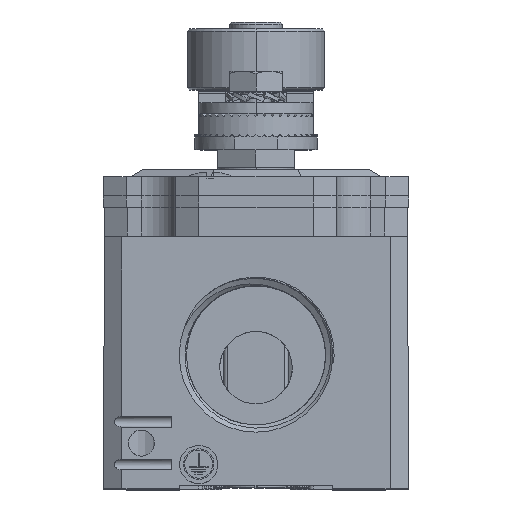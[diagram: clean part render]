
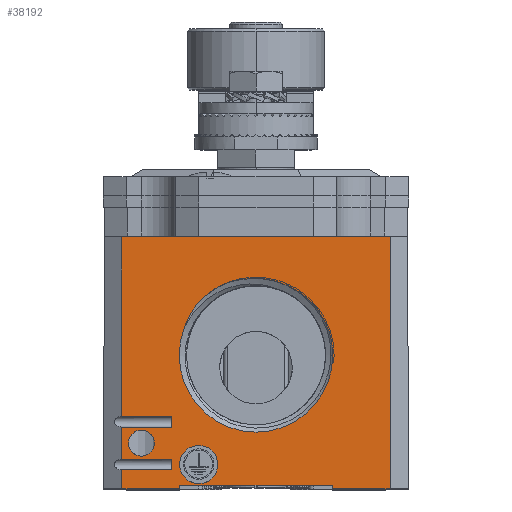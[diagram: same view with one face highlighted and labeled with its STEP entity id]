
A CAD part, top view. The second image highlights one B-rep face of the part: STEP entity #38192.
In plain terms, the highlighted planar face has unit normal (0, 0, 1).
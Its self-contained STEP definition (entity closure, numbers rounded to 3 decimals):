
#1003=DIRECTION('',(1.,0.,0.));
#1004=VECTOR('',#1003,20.);
#1005=CARTESIAN_POINT('',(-10.,0.5,77.5));
#1006=LINE('',#1005,#1004);
#2611=DIRECTION('',(0.,-1.,0.));
#2612=VECTOR('',#2611,2.5);
#2613=CARTESIAN_POINT('',(-17.551,2.5,77.5));
#2614=LINE('',#2613,#2612);
#2615=DIRECTION('',(0.,-1.,0.));
#2616=VECTOR('',#2615,23.5);
#2617=CARTESIAN_POINT('',(-17.551,33.,77.5));
#2618=LINE('',#2617,#2616);
#2619=DIRECTION('',(0.,-1.,0.));
#2620=VECTOR('',#2619,4.2);
#2621=CARTESIAN_POINT('',(-17.551,8.1,77.5));
#2622=LINE('',#2621,#2620);
#2623=DIRECTION('',(1.,0.,0.));
#2624=VECTOR('',#2623,35.101);
#2625=CARTESIAN_POINT('',(-17.551,33.,77.5));
#2626=LINE('',#2625,#2624);
#2627=DIRECTION('',(0.,-1.,0.));
#2628=VECTOR('',#2627,33.);
#2629=CARTESIAN_POINT('',(17.551,33.,77.5));
#2630=LINE('',#2629,#2628);
#2631=DIRECTION('',(-1.,0.,0.));
#2632=VECTOR('',#2631,7.551);
#2633=CARTESIAN_POINT('',(17.551,0.,77.5));
#2634=LINE('',#2633,#2632);
#2635=DIRECTION('',(0.,-1.,0.));
#2636=VECTOR('',#2635,0.5);
#2637=CARTESIAN_POINT('',(-10.,0.5,77.5));
#2638=LINE('',#2637,#2636);
#2639=DIRECTION('',(-1.,0.,0.));
#2640=VECTOR('',#2639,7.551);
#2641=CARTESIAN_POINT('',(-10.,0.,77.5));
#2642=LINE('',#2641,#2640);
#2643=CARTESIAN_POINT('',(-15.,6.,77.5));
#2644=DIRECTION('',(0.,0.,1.));
#2645=DIRECTION('',(1.,0.,0.));
#2646=AXIS2_PLACEMENT_3D('',#2643,#2644,#2645);
#2648=CARTESIAN_POINT('',(-15.,6.,77.5));
#2649=DIRECTION('',(0.,0.,1.));
#2650=DIRECTION('',(-1.,0.,0.));
#2651=AXIS2_PLACEMENT_3D('',#2648,#2649,#2650);
#2653=CARTESIAN_POINT('',(-7.5,3.2,77.5));
#2654=DIRECTION('',(0.,0.,1.));
#2655=DIRECTION('',(1.,0.,0.));
#2656=AXIS2_PLACEMENT_3D('',#2653,#2654,#2655);
#2658=CARTESIAN_POINT('',(-7.5,3.2,77.5));
#2659=DIRECTION('',(0.,0.,1.));
#2660=DIRECTION('',(-1.,0.,0.));
#2661=AXIS2_PLACEMENT_3D('',#2658,#2659,#2660);
#2663=CARTESIAN_POINT('',(0.,17.5,77.5));
#2664=DIRECTION('',(0.,0.,-1.));
#2665=DIRECTION('',(-0.055,0.998,0.));
#2666=AXIS2_PLACEMENT_3D('',#2663,#2664,#2665);
#2668=CARTESIAN_POINT('',(-4.376,26.742,77.5));
#2669=CARTESIAN_POINT('',(-3.964,26.916,77.5));
#2670=CARTESIAN_POINT('',(-3.132,27.204,77.5));
#2671=CARTESIAN_POINT('',(-1.855,27.469,77.5));
#2672=CARTESIAN_POINT('',(-0.991,27.535,77.5));
#2673=CARTESIAN_POINT('',(-0.556,27.54,77.5));
#2675=CARTESIAN_POINT('',(-7.58,24.364,77.5));
#2676=CARTESIAN_POINT('',(-7.129,24.862,77.5));
#2677=CARTESIAN_POINT('',(-6.143,25.755,77.5));
#2678=CARTESIAN_POINT('',(-4.994,26.45,77.5));
#2679=CARTESIAN_POINT('',(-4.376,26.742,77.5));
#2681=CARTESIAN_POINT('',(-9.449,20.939,77.5));
#2682=CARTESIAN_POINT('',(-9.318,21.354,77.5));
#2683=CARTESIAN_POINT('',(-9.005,22.161,77.5));
#2684=CARTESIAN_POINT('',(-8.382,23.307,77.5));
#2685=CARTESIAN_POINT('',(-7.865,24.021,77.5));
#2686=CARTESIAN_POINT('',(-7.58,24.364,77.5));
#2688=DIRECTION('',(0.,-1.,0.));
#2689=VECTOR('',#2688,1.4);
#2690=CARTESIAN_POINT('',(-11.,9.5,77.5));
#2691=LINE('',#2690,#2689);
#2697=DIRECTION('',(1.,0.,0.));
#2698=VECTOR('',#2697,6.551);
#2699=CARTESIAN_POINT('',(-17.551,9.5,77.5));
#2700=LINE('',#2699,#2698);
#2701=DIRECTION('',(-1.,0.,0.));
#2702=VECTOR('',#2701,6.551);
#2703=CARTESIAN_POINT('',(-11.,8.1,77.5));
#2704=LINE('',#2703,#2702);
#2705=CARTESIAN_POINT('',(-17.551,8.1,77.5));
#2750=DIRECTION('',(0.,-1.,0.));
#2751=VECTOR('',#2750,0.5);
#2752=CARTESIAN_POINT('',(10.,0.5,77.5));
#2753=LINE('',#2752,#2751);
#3002=DIRECTION('',(1.,0.,0.));
#3003=VECTOR('',#3002,6.551);
#3004=CARTESIAN_POINT('',(-17.551,3.9,77.5));
#3005=LINE('',#3004,#3003);
#3006=DIRECTION('',(-1.,0.,0.));
#3007=VECTOR('',#3006,6.551);
#3008=CARTESIAN_POINT('',(-11.,2.5,77.5));
#3009=LINE('',#3008,#3007);
#3020=DIRECTION('',(0.,-1.,0.));
#3021=VECTOR('',#3020,1.4);
#3022=CARTESIAN_POINT('',(-11.,3.9,77.5));
#3023=LINE('',#3022,#3021);
#3295=CARTESIAN_POINT('',(0.,17.5,77.5));
#3296=DIRECTION('',(0.,0.,-1.));
#3297=DIRECTION('',(1.,0.,0.));
#3298=AXIS2_PLACEMENT_3D('',#3295,#3296,#3297);
#3328=CARTESIAN_POINT('',(-9.449,20.939,77.5));
#32281=CARTESIAN_POINT('',(-10.,0.5,77.5));
#32282=VERTEX_POINT('',#32281);
#32283=CARTESIAN_POINT('',(10.,0.5,77.5));
#32284=VERTEX_POINT('',#32283);
#32930=CARTESIAN_POINT('',(17.551,33.,77.5));
#32931=VERTEX_POINT('',#32930);
#32932=CARTESIAN_POINT('',(-17.551,33.,77.5));
#32933=VERTEX_POINT('',#32932);
#32995=CARTESIAN_POINT('',(-17.551,2.5,77.5));
#32996=CARTESIAN_POINT('',(-17.551,0.,77.5));
#32997=VERTEX_POINT('',#32995);
#32998=VERTEX_POINT('',#32996);
#32999=CARTESIAN_POINT('',(-17.551,9.5,77.5));
#33000=VERTEX_POINT('',#32999);
#33001=VERTEX_POINT('',#2705);
#33002=CARTESIAN_POINT('',(-17.551,3.9,77.5));
#33003=VERTEX_POINT('',#33002);
#33004=CARTESIAN_POINT('',(-11.,9.5,77.5));
#33005=CARTESIAN_POINT('',(-11.,8.1,77.5));
#33006=VERTEX_POINT('',#33004);
#33007=VERTEX_POINT('',#33005);
#33008=CARTESIAN_POINT('',(17.551,0.,77.5));
#33009=VERTEX_POINT('',#33008);
#33010=CARTESIAN_POINT('',(10.,0.,77.5));
#33011=VERTEX_POINT('',#33010);
#33012=CARTESIAN_POINT('',(-10.,0.,77.5));
#33013=VERTEX_POINT('',#33012);
#33014=CARTESIAN_POINT('',(-11.,2.5,77.5));
#33015=VERTEX_POINT('',#33014);
#33016=CARTESIAN_POINT('',(-11.,3.9,77.5));
#33017=VERTEX_POINT('',#33016);
#33018=CARTESIAN_POINT('',(-13.3,6.,77.5));
#33019=CARTESIAN_POINT('',(-16.7,6.,77.5));
#33020=VERTEX_POINT('',#33018);
#33021=VERTEX_POINT('',#33019);
#33022=CARTESIAN_POINT('',(-5.,3.2,77.5));
#33023=CARTESIAN_POINT('',(-10.,3.2,77.5));
#33024=VERTEX_POINT('',#33022);
#33025=VERTEX_POINT('',#33023);
#36763=VERTEX_POINT('',#2675);
#36764=VERTEX_POINT('',#2679);
#36835=CARTESIAN_POINT('',(-0.556,27.54,77.5));
#36836=CARTESIAN_POINT('',(10.055,17.5,77.5));
#36837=VERTEX_POINT('',#36835);
#36838=VERTEX_POINT('',#36836);
#36844=VERTEX_POINT('',#3328);
#38134=CARTESIAN_POINT('',(0.,0.,77.5));
#38135=DIRECTION('',(0.,0.,-1.));
#38136=DIRECTION('',(-1.,0.,0.));
#38137=AXIS2_PLACEMENT_3D('',#38134,#38135,#38136);
#38138=PLANE('',#38137);
#38140=ORIENTED_EDGE('',*,*,#38139,.F.);
#38142=ORIENTED_EDGE('',*,*,#38141,.F.);
#38143=ORIENTED_EDGE('',*,*,#38123,.F.);
#38144=ORIENTED_EDGE('',*,*,#37896,.T.);
#38146=ORIENTED_EDGE('',*,*,#38145,.T.);
#38148=ORIENTED_EDGE('',*,*,#38147,.T.);
#38150=ORIENTED_EDGE('',*,*,#38149,.F.);
#38151=ORIENTED_EDGE('',*,*,#36882,.F.);
#38153=ORIENTED_EDGE('',*,*,#38152,.T.);
#38155=ORIENTED_EDGE('',*,*,#38154,.T.);
#38156=ORIENTED_EDGE('',*,*,#38117,.F.);
#38158=ORIENTED_EDGE('',*,*,#38157,.F.);
#38160=ORIENTED_EDGE('',*,*,#38159,.F.);
#38162=ORIENTED_EDGE('',*,*,#38161,.F.);
#38163=ORIENTED_EDGE('',*,*,#38127,.F.);
#38165=ORIENTED_EDGE('',*,*,#38164,.F.);
#38166=EDGE_LOOP('',(#38140,#38142,#38143,#38144,#38146,#38148,#38150,#38151,
#38153,#38155,#38156,#38158,#38160,#38162,#38163,#38165));
#38167=FACE_OUTER_BOUND('',#38166,.F.);
#38169=ORIENTED_EDGE('',*,*,#38168,.T.);
#38171=ORIENTED_EDGE('',*,*,#38170,.T.);
#38172=EDGE_LOOP('',(#38169,#38171));
#38173=FACE_BOUND('',#38172,.F.);
#38175=ORIENTED_EDGE('',*,*,#38174,.T.);
#38177=ORIENTED_EDGE('',*,*,#38176,.T.);
#38178=EDGE_LOOP('',(#38175,#38177));
#38179=FACE_BOUND('',#38178,.F.);
#38181=ORIENTED_EDGE('',*,*,#38180,.F.);
#38183=ORIENTED_EDGE('',*,*,#38182,.F.);
#38185=ORIENTED_EDGE('',*,*,#38184,.F.);
#38187=ORIENTED_EDGE('',*,*,#38186,.F.);
#38189=ORIENTED_EDGE('',*,*,#38188,.F.);
#38190=EDGE_LOOP('',(#38181,#38183,#38185,#38187,#38189));
#38191=FACE_BOUND('',#38190,.F.);
#38192=ADVANCED_FACE('',(#38167,#38173,#38179,#38191),#38138,.F.);
#2647=CIRCLE('',#2646,1.7);
#2652=CIRCLE('',#2651,1.7);
#2657=CIRCLE('',#2656,2.5);
#2662=CIRCLE('',#2661,2.5);
#2667=CIRCLE('',#2666,10.055);
#2674=B_SPLINE_CURVE_WITH_KNOTS('',3,(#2668,#2669,#2670,#2671,#2672,#2673),
.UNSPECIFIED.,.F.,.F.,(4,1,1,4),(0.,0.333,0.667,1.),
.UNSPECIFIED.);
#2680=B_SPLINE_CURVE_WITH_KNOTS('',3,(#2675,#2676,#2677,#2678,#2679),
.UNSPECIFIED.,.F.,.F.,(4,1,4),(0.,0.5,1.),.UNSPECIFIED.);
#2687=B_SPLINE_CURVE_WITH_KNOTS('',3,(#2681,#2682,#2683,#2684,#2685,#2686),
.UNSPECIFIED.,.F.,.F.,(4,1,1,4),(0.,0.333,0.667,1.),
.UNSPECIFIED.);
#3299=CIRCLE('',#3298,10.055);
#36882=EDGE_CURVE('',#32282,#32284,#1006,.T.);
#37896=EDGE_CURVE('',#32933,#32931,#2626,.T.);
#38117=EDGE_CURVE('',#32997,#32998,#2614,.T.);
#38123=EDGE_CURVE('',#32933,#33000,#2618,.T.);
#38127=EDGE_CURVE('',#33001,#33003,#2622,.T.);
#38139=EDGE_CURVE('',#33006,#33007,#2691,.T.);
#38141=EDGE_CURVE('',#33000,#33006,#2700,.T.);
#38145=EDGE_CURVE('',#32931,#33009,#2630,.T.);
#38147=EDGE_CURVE('',#33009,#33011,#2634,.T.);
#38149=EDGE_CURVE('',#32284,#33011,#2753,.T.);
#38152=EDGE_CURVE('',#32282,#33013,#2638,.T.);
#38154=EDGE_CURVE('',#33013,#32998,#2642,.T.);
#38157=EDGE_CURVE('',#33015,#32997,#3009,.T.);
#38159=EDGE_CURVE('',#33017,#33015,#3023,.T.);
#38161=EDGE_CURVE('',#33003,#33017,#3005,.T.);
#38164=EDGE_CURVE('',#33007,#33001,#2704,.T.);
#38168=EDGE_CURVE('',#33020,#33021,#2647,.T.);
#38170=EDGE_CURVE('',#33021,#33020,#2652,.T.);
#38174=EDGE_CURVE('',#33024,#33025,#2657,.T.);
#38176=EDGE_CURVE('',#33025,#33024,#2662,.T.);
#38180=EDGE_CURVE('',#36838,#36844,#3299,.T.);
#38182=EDGE_CURVE('',#36837,#36838,#2667,.T.);
#38184=EDGE_CURVE('',#36764,#36837,#2674,.T.);
#38186=EDGE_CURVE('',#36763,#36764,#2680,.T.);
#38188=EDGE_CURVE('',#36844,#36763,#2687,.T.);
